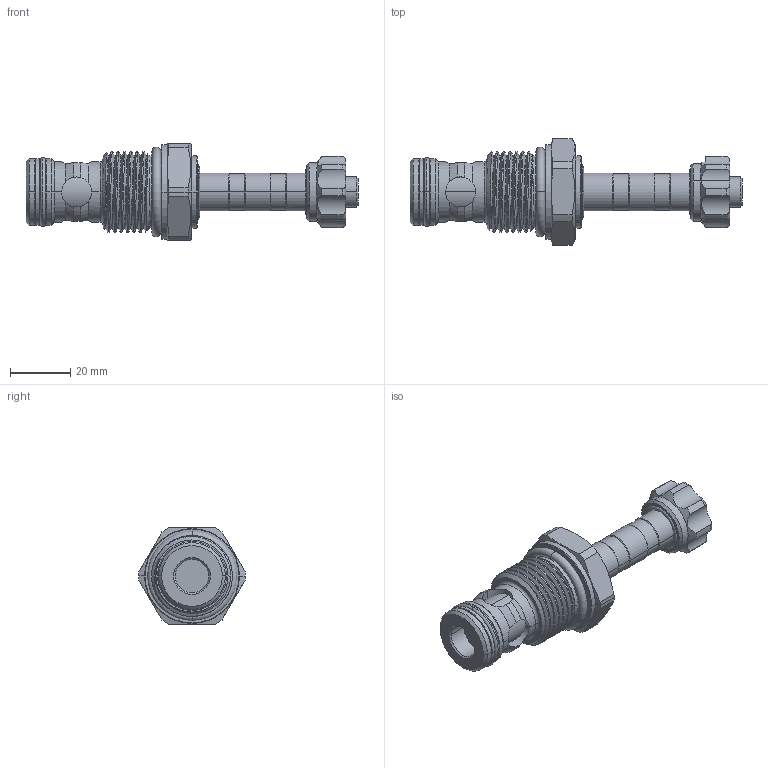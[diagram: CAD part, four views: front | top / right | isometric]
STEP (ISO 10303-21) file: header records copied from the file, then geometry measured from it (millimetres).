
FILE_DESCRIPTION (( 'STEP AP203' ), '1' );
FILE_NAME ('EP12W2A01M05.STEP', '2016-08-23T07:24:38', ( '' ), ( '' ), 'SwSTEP 2.0', 'SolidWorks 2012', '' );
FILE_SCHEMA (( 'CONFIG_CONTROL_DESIGN' ));
Length unit declared in the file: millimetre
Products named in the file (1): EP12W2A01M05
Bounding box: 110.55 x 35.5 x 32 mm (x, y, z)
Volume: 36501.3 mm3; surface area: 13296.1 mm2
Topology: 3 solids, 3 shells, 259 faces, 636 edges, 395 vertices
Faces by surface type: cylinder 128, cone 56, torus 40, plane 27, bspline 8
Entity records: 14420 total; most frequent: CARTESIAN_POINT 8425, ORIENTED_EDGE 1272, DIRECTION 1247, EDGE_CURVE 636, AXIS2_PLACEMENT_3D 538, VERTEX_POINT 395, CIRCLE 286, EDGE_LOOP 277
